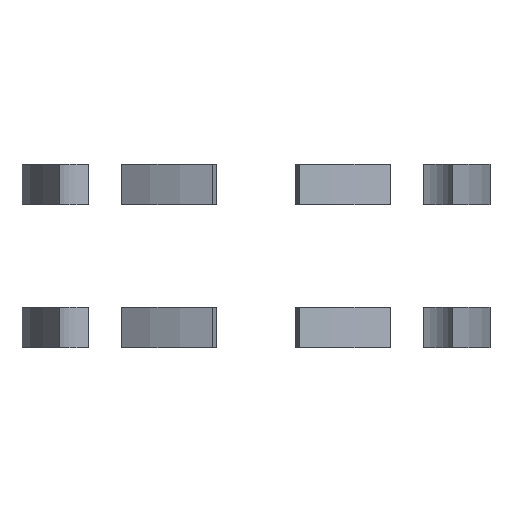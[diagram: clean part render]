
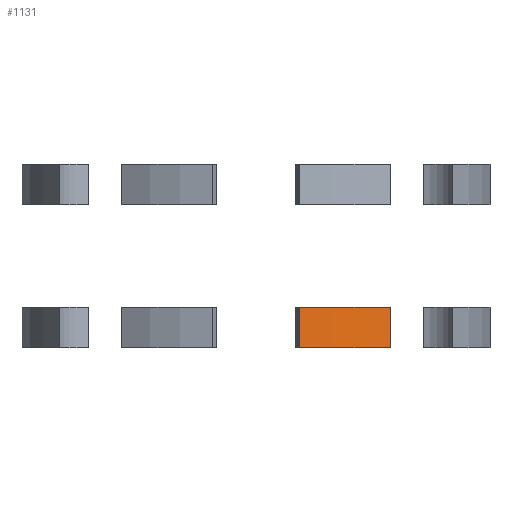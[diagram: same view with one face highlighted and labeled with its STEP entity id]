
A CAD part, front view. The second image highlights one B-rep face of the part: STEP entity #1131.
In plain terms, the highlighted cylindrical face has radius 18.18 mm (diameter 36.36 mm), a partial arc.
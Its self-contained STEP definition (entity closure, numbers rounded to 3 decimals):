
#1011 = EDGE_CURVE('',#1012,#1014,#1016,.T.);
#1012 = VERTEX_POINT('',#1013);
#1013 = CARTESIAN_POINT('',(3.325,-17.873,-7.));
#1014 = VERTEX_POINT('',#1015);
#1015 = CARTESIAN_POINT('',(10.287,-14.99,-7.));
#1016 = SURFACE_CURVE('',#1017,(#1022,#1034),.PCURVE_S1.);
#1017 = CIRCLE('',#1018,18.18);
#1018 = AXIS2_PLACEMENT_3D('',#1019,#1020,#1021);
#1019 = CARTESIAN_POINT('',(0.,0.,-7.));
#1020 = DIRECTION('',(0.,0.,1.));
#1021 = DIRECTION('',(1.,0.,0.));
#1022 = PCURVE('',#1023,#1028);
#1023 = PLANE('',#1024);
#1024 = AXIS2_PLACEMENT_3D('',#1025,#1026,#1027);
#1025 = CARTESIAN_POINT('',(0.,0.,-7.)
  );
#1026 = DIRECTION('',(0.,0.,1.));
#1027 = DIRECTION('',(1.,0.,0.));
#1028 = DEFINITIONAL_REPRESENTATION('',(#1029),#1033);
#1029 = CIRCLE('',#1030,18.18);
#1030 = AXIS2_PLACEMENT_2D('',#1031,#1032);
#1031 = CARTESIAN_POINT('',(0.,0.));
#1032 = DIRECTION('',(1.,0.));
#1033 = ( GEOMETRIC_REPRESENTATION_CONTEXT(2) 
PARAMETRIC_REPRESENTATION_CONTEXT() REPRESENTATION_CONTEXT('2D SPACE',''
  ) );
#1034 = PCURVE('',#1035,#1040);
#1035 = CYLINDRICAL_SURFACE('',#1036,18.18);
#1036 = AXIS2_PLACEMENT_3D('',#1037,#1038,#1039);
#1037 = CARTESIAN_POINT('',(0.,0.,-7.));
#1038 = DIRECTION('',(-0.,-0.,-1.));
#1039 = DIRECTION('',(1.,0.,0.));
#1040 = DEFINITIONAL_REPRESENTATION('',(#1041),#1045);
#1041 = LINE('',#1042,#1043);
#1042 = CARTESIAN_POINT('',(-0.,0.));
#1043 = VECTOR('',#1044,1.);
#1044 = DIRECTION('',(-1.,0.));
#1045 = ( GEOMETRIC_REPRESENTATION_CONTEXT(2) 
PARAMETRIC_REPRESENTATION_CONTEXT() REPRESENTATION_CONTEXT('2D SPACE',''
  ) );
#1064 = CYLINDRICAL_SURFACE('',#1065,3.51);
#1065 = AXIS2_PLACEMENT_3D('',#1066,#1067,#1068);
#1066 = CARTESIAN_POINT('',(11.844,-11.844,-7.));
#1067 = DIRECTION('',(0.,0.,1.));
#1068 = DIRECTION('',(0.707,-0.707,0.));
#1120 = CYLINDRICAL_SURFACE('',#1121,3.51);
#1121 = AXIS2_PLACEMENT_3D('',#1122,#1123,#1124);
#1122 = CARTESIAN_POINT('',(0.,-16.75,-7.));
#1123 = DIRECTION('',(0.,0.,1.));
#1124 = DIRECTION('',(0.,-1.,0.));
#1131 = ADVANCED_FACE('',(#1132),#1035,.T.);
#1132 = FACE_BOUND('',#1133,.F.);
#1133 = EDGE_LOOP('',(#1134,#1155,#1156,#1177));
#1134 = ORIENTED_EDGE('',*,*,#1135,.T.);
#1135 = EDGE_CURVE('',#1136,#1014,#1138,.T.);
#1136 = VERTEX_POINT('',#1137);
#1137 = CARTESIAN_POINT('',(10.287,-14.99,-3.92));
#1138 = SURFACE_CURVE('',#1139,(#1143,#1149),.PCURVE_S1.);
#1139 = LINE('',#1140,#1141);
#1140 = CARTESIAN_POINT('',(10.287,-14.99,-7.));
#1141 = VECTOR('',#1142,1.);
#1142 = DIRECTION('',(-0.,-0.,-1.));
#1143 = PCURVE('',#1035,#1144);
#1144 = DEFINITIONAL_REPRESENTATION('',(#1145),#1148);
#1145 = B_SPLINE_CURVE_WITH_KNOTS('',1,(#1146,#1147),.UNSPECIFIED.,.F.,
  .F.,(2,2),(-3.08,0.),.PIECEWISE_BEZIER_KNOTS.);
#1146 = CARTESIAN_POINT('',(-5.314,-3.08));
#1147 = CARTESIAN_POINT('',(-5.314,0.));
#1148 = ( GEOMETRIC_REPRESENTATION_CONTEXT(2) 
PARAMETRIC_REPRESENTATION_CONTEXT() REPRESENTATION_CONTEXT('2D SPACE',''
  ) );
#1149 = PCURVE('',#1064,#1150);
#1150 = DEFINITIONAL_REPRESENTATION('',(#1151),#1154);
#1151 = B_SPLINE_CURVE_WITH_KNOTS('',1,(#1152,#1153),.UNSPECIFIED.,.F.,
  .F.,(2,2),(-3.08,0.),.PIECEWISE_BEZIER_KNOTS.);
#1152 = CARTESIAN_POINT('',(5.038,3.08));
#1153 = CARTESIAN_POINT('',(5.038,0.));
#1154 = ( GEOMETRIC_REPRESENTATION_CONTEXT(2) 
PARAMETRIC_REPRESENTATION_CONTEXT() REPRESENTATION_CONTEXT('2D SPACE',''
  ) );
#1155 = ORIENTED_EDGE('',*,*,#1011,.F.);
#1156 = ORIENTED_EDGE('',*,*,#1157,.F.);
#1157 = EDGE_CURVE('',#1158,#1012,#1160,.T.);
#1158 = VERTEX_POINT('',#1159);
#1159 = CARTESIAN_POINT('',(3.325,-17.873,-3.92));
#1160 = SURFACE_CURVE('',#1161,(#1165,#1171),.PCURVE_S1.);
#1161 = LINE('',#1162,#1163);
#1162 = CARTESIAN_POINT('',(3.325,-17.873,-7.));
#1163 = VECTOR('',#1164,1.);
#1164 = DIRECTION('',(-0.,-0.,-1.));
#1165 = PCURVE('',#1035,#1166);
#1166 = DEFINITIONAL_REPRESENTATION('',(#1167),#1170);
#1167 = B_SPLINE_CURVE_WITH_KNOTS('',1,(#1168,#1169),.UNSPECIFIED.,.F.,
  .F.,(2,2),(-3.08,0.),.PIECEWISE_BEZIER_KNOTS.);
#1168 = CARTESIAN_POINT('',(-4.896,-3.08));
#1169 = CARTESIAN_POINT('',(-4.896,0.));
#1170 = ( GEOMETRIC_REPRESENTATION_CONTEXT(2) 
PARAMETRIC_REPRESENTATION_CONTEXT() REPRESENTATION_CONTEXT('2D SPACE',''
  ) );
#1171 = PCURVE('',#1120,#1172);
#1172 = DEFINITIONAL_REPRESENTATION('',(#1173),#1176);
#1173 = B_SPLINE_CURVE_WITH_KNOTS('',1,(#1174,#1175),.UNSPECIFIED.,.F.,
  .F.,(2,2),(-3.08,0.),.PIECEWISE_BEZIER_KNOTS.);
#1174 = CARTESIAN_POINT('',(1.245,3.08));
#1175 = CARTESIAN_POINT('',(1.245,0.));
#1176 = ( GEOMETRIC_REPRESENTATION_CONTEXT(2) 
PARAMETRIC_REPRESENTATION_CONTEXT() REPRESENTATION_CONTEXT('2D SPACE',''
  ) );
#1177 = ORIENTED_EDGE('',*,*,#1178,.T.);
#1178 = EDGE_CURVE('',#1158,#1136,#1179,.T.);
#1179 = SURFACE_CURVE('',#1180,(#1185,#1192),.PCURVE_S1.);
#1180 = CIRCLE('',#1181,18.18);
#1181 = AXIS2_PLACEMENT_3D('',#1182,#1183,#1184);
#1182 = CARTESIAN_POINT('',(0.,0.,-3.92));
#1183 = DIRECTION('',(0.,0.,1.));
#1184 = DIRECTION('',(1.,0.,0.));
#1185 = PCURVE('',#1035,#1186);
#1186 = DEFINITIONAL_REPRESENTATION('',(#1187),#1191);
#1187 = LINE('',#1188,#1189);
#1188 = CARTESIAN_POINT('',(-0.,-3.08));
#1189 = VECTOR('',#1190,1.);
#1190 = DIRECTION('',(-1.,0.));
#1191 = ( GEOMETRIC_REPRESENTATION_CONTEXT(2) 
PARAMETRIC_REPRESENTATION_CONTEXT() REPRESENTATION_CONTEXT('2D SPACE',''
  ) );
#1192 = PCURVE('',#1193,#1198);
#1193 = PLANE('',#1194);
#1194 = AXIS2_PLACEMENT_3D('',#1195,#1196,#1197);
#1195 = CARTESIAN_POINT('',(0.,0.,
    -3.92));
#1196 = DIRECTION('',(0.,0.,1.));
#1197 = DIRECTION('',(1.,0.,0.));
#1198 = DEFINITIONAL_REPRESENTATION('',(#1199),#1203);
#1199 = CIRCLE('',#1200,18.18);
#1200 = AXIS2_PLACEMENT_2D('',#1201,#1202);
#1201 = CARTESIAN_POINT('',(0.,0.));
#1202 = DIRECTION('',(1.,0.));
#1203 = ( GEOMETRIC_REPRESENTATION_CONTEXT(2) 
PARAMETRIC_REPRESENTATION_CONTEXT() REPRESENTATION_CONTEXT('2D SPACE',''
  ) );
